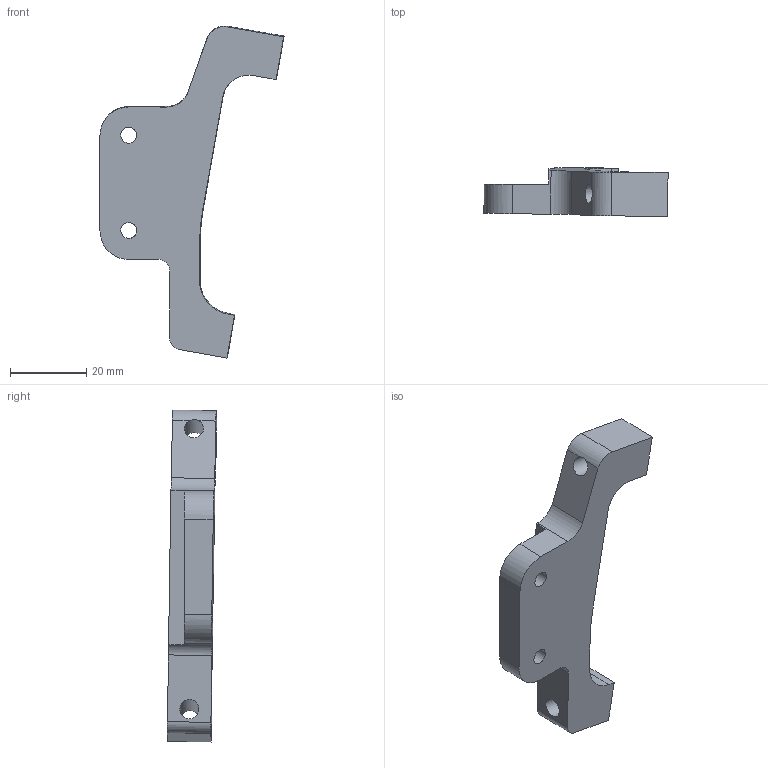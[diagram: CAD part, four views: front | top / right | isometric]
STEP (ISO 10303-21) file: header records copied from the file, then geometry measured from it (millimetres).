
FILE_DESCRIPTION(('FreeCAD Model'),'2;1');
FILE_NAME('Open CASCADE Shape Model','2022-08-01T16:56:35',('Author'),( ''),'Open CASCADE STEP processor 7.5','FreeCAD','Unknown');
FILE_SCHEMA(('AUTOMOTIVE_DESIGN { 1 0 10303 214 1 1 1 1 }'));
Length unit declared in the file: millimetre
Products named in the file (1): Caliper Bracket Mounting Holes
Bounding box: 48.32 x 12.92 x 87.12 mm (x, y, z)
Volume: 16339.5 mm3; surface area: 6875.9 mm2
Topology: 1 solids, 1 shells, 32 faces, 99 edges, 66 vertices
Faces by surface type: plane 19, cylinder 13
Full cylindrical faces by diameter (mm): 4.2 x2, 5 x2
Entity records: 2590 total; most frequent: CARTESIAN_POINT 601, DIRECTION 370, LINE 209, VECTOR 209, ORIENTED_EDGE 198, PCURVE 198, DEFINITIONAL_REPRESENTATION 198, EDGE_CURVE 99
